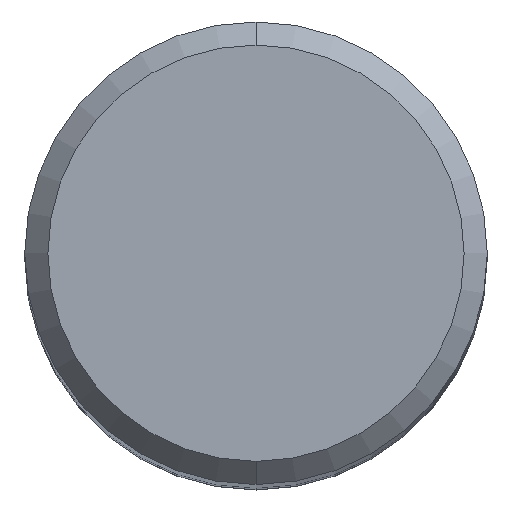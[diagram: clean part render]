
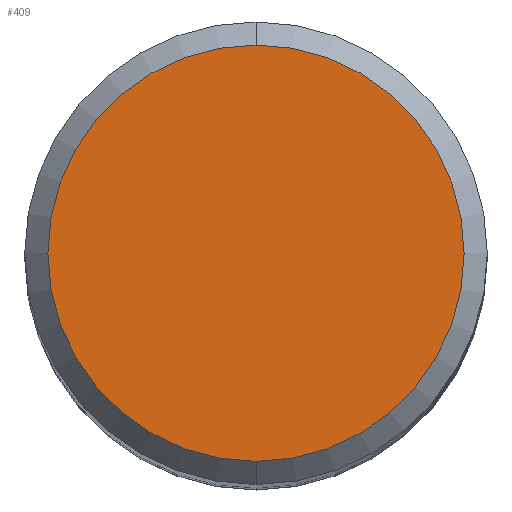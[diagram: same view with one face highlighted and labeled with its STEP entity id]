
A CAD part, top view. The second image highlights one B-rep face of the part: STEP entity #409.
In plain terms, the highlighted planar face has unit normal (0, 0, 1).
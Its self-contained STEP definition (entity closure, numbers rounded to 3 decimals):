
#261=VERTEX_POINT('',#561);
#293=VERTEX_POINT('',#596);
#307=EDGE_CURVE('',#261,#293,#610,.T.);
#379=EDGE_CURVE('',#293,#261,#690,.T.);
#409=ADVANCED_FACE('',(#724),#725,.T.);
#561=CARTESIAN_POINT('',(0.0,4.5,0.0));
#596=CARTESIAN_POINT('',(0.,-4.5,0.0));
#610=CIRCLE('',#1139,4.5);
#690=CIRCLE('',#1281,4.5);
#724=FACE_OUTER_BOUND('',#1372,.T.);
#725=PLANE('',#1373);
#1139=AXIS2_PLACEMENT_3D('',#1575,#1576,#1577);
#1281=AXIS2_PLACEMENT_3D('',#1659,#1660,#1661);
#1372=EDGE_LOOP('',(#1709,#1710));
#1373=AXIS2_PLACEMENT_3D('',#1711,#1712,#1713);
#1575=CARTESIAN_POINT('',(0.0,0.0,0.0));
#1576=DIRECTION('',(0.0,0.0,-1.0));
#1577=DIRECTION('',(0.0,1.0,0.0));
#1659=CARTESIAN_POINT('',(0.0,0.0,0.0));
#1660=DIRECTION('',(0.0,0.0,-1.0));
#1661=DIRECTION('',(0.0,1.0,0.0));
#1709=ORIENTED_EDGE('',*,*,#307,.F.);
#1710=ORIENTED_EDGE('',*,*,#379,.F.);
#1711=CARTESIAN_POINT('',(0.0,2.25,0.0));
#1712=DIRECTION('',(-0.0,0.0,1.0));
#1713=DIRECTION('',(0.0,-1.0,0.0));
